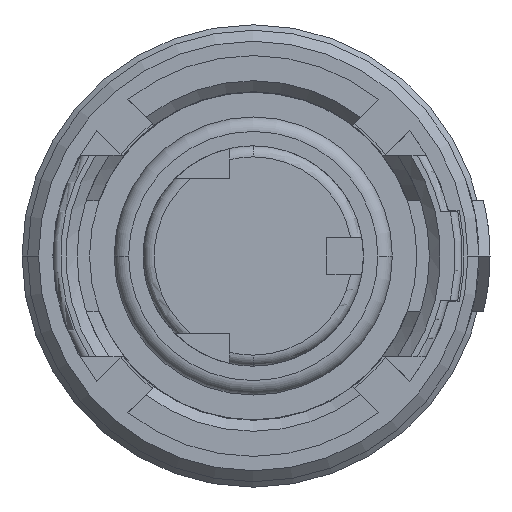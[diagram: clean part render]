
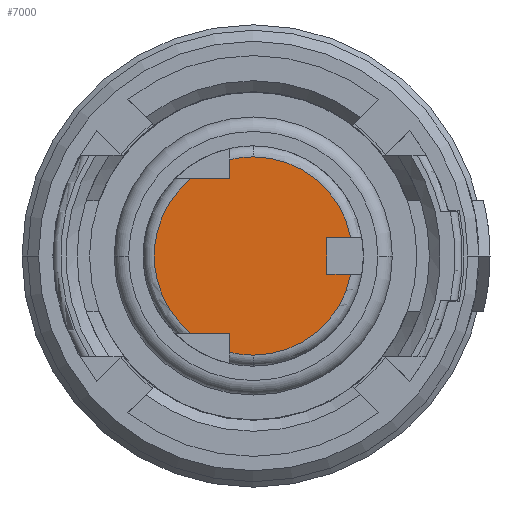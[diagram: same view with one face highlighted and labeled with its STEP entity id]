
A CAD part, left-side view. The second image highlights one B-rep face of the part: STEP entity #7000.
In plain terms, the highlighted planar face has unit normal (-1, 0, 0).
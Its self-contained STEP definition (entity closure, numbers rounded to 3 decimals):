
#6070=CARTESIAN_POINT('',(0.55,5.655,0.));
#6080=DIRECTION('',(-1.,0.,0.));
#6090=DIRECTION('',(0.,0.,1.));
#6100=AXIS2_PLACEMENT_3D('',#6070,#6080,#6090);
#6110=PLANE('',#6100);
#6120=CARTESIAN_POINT('',(0.55,0.65,0.));
#6130=DIRECTION('',(0.,0.,1.));
#6140=VECTOR('',#6130,1.);
#6150=LINE('',#6120,#6140);
#6160=CARTESIAN_POINT('',(0.55,0.65,-2.621));
#6170=VERTEX_POINT('',#6160);
#6180=CARTESIAN_POINT('',(0.55,0.65,-2.1));
#6190=VERTEX_POINT('',#6180);
#6200=EDGE_CURVE('',#6170,#6190,#6150,.T.);
#6210=ORIENTED_EDGE('',*,*,#6200,.F.);
#6220=CARTESIAN_POINT('',(0.55,0.,-2.1));
#6230=DIRECTION('',(0.,1.,0.));
#6240=VECTOR('',#6230,1.);
#6250=LINE('',#6220,#6240);
#6260=CARTESIAN_POINT('',(0.55,1.697,-2.1));
#6270=VERTEX_POINT('',#6260);
#6280=EDGE_CURVE('',#6190,#6270,#6250,.T.);
#6290=ORIENTED_EDGE('',*,*,#6280,.F.);
#6300=CARTESIAN_POINT('',(0.55,0.,0.));
#6310=DIRECTION('',(1.,0.,0.));
#6320=DIRECTION('',(0.,0.,1.));
#6330=AXIS2_PLACEMENT_3D('',#6300,#6310,#6320);
#6340=CIRCLE('',#6330,2.7);
#6350=CARTESIAN_POINT('',(0.55,1.697,2.1));
#6360=VERTEX_POINT('',#6350);
#6370=EDGE_CURVE('',#6270,#6360,#6340,.T.);
#6380=ORIENTED_EDGE('',*,*,#6370,.F.);
#6390=CARTESIAN_POINT('',(0.55,0.,2.1));
#6400=DIRECTION('',(0.,-1.,0.));
#6410=VECTOR('',#6400,1.);
#6420=LINE('',#6390,#6410);
#6430=CARTESIAN_POINT('',(0.55,0.65,2.1));
#6440=VERTEX_POINT('',#6430);
#6450=EDGE_CURVE('',#6360,#6440,#6420,.T.);
#6460=ORIENTED_EDGE('',*,*,#6450,.F.);
#6470=CARTESIAN_POINT('',(0.55,0.65,0.));
#6480=DIRECTION('',(0.,0.,1.));
#6490=VECTOR('',#6480,1.);
#6500=LINE('',#6470,#6490);
#6510=CARTESIAN_POINT('',(0.55,0.65,2.621));
#6520=VERTEX_POINT('',#6510);
#6530=EDGE_CURVE('',#6440,#6520,#6500,.T.);
#6540=ORIENTED_EDGE('',*,*,#6530,.F.);
#6550=CARTESIAN_POINT('',(0.55,0.,0.));
#6560=DIRECTION('',(1.,0.,0.));
#6570=DIRECTION('',(0.,0.,-1.));
#6580=AXIS2_PLACEMENT_3D('',#6550,#6560,#6570);
#6590=CIRCLE('',#6580,2.7);
#6600=CARTESIAN_POINT('',(0.55,0.,2.7));
#6610=VERTEX_POINT('',#6600);
#6620=EDGE_CURVE('',#6520,#6610,#6590,.T.);
#6630=ORIENTED_EDGE('',*,*,#6620,.F.);
#6640=CARTESIAN_POINT('',(0.55,-2.653,
0.5));
#6650=VERTEX_POINT('',#6640);
#6660=EDGE_CURVE('',#6610,#6650,#6590,.T.);
#6670=ORIENTED_EDGE('',*,*,#6660,.F.);
#6680=CARTESIAN_POINT('',(0.55,0.,0.5));
#6690=DIRECTION('',(0.,1.,0.));
#6700=VECTOR('',#6690,1.);
#6710=LINE('',#6680,#6700);
#6720=CARTESIAN_POINT('',(0.55,-2.,0.5));
#6730=VERTEX_POINT('',#6720);
#6740=EDGE_CURVE('',#6650,#6730,#6710,.T.);
#6750=ORIENTED_EDGE('',*,*,#6740,.F.);
#6760=CARTESIAN_POINT('',(0.55,-2.,0.));
#6770=DIRECTION('',(0.,0.,-1.));
#6780=VECTOR('',#6770,1.);
#6790=LINE('',#6760,#6780);
#6800=CARTESIAN_POINT('',(0.55,-2.,-0.5));
#6810=VERTEX_POINT('',#6800);
#6820=EDGE_CURVE('',#6730,#6810,#6790,.T.);
#6830=ORIENTED_EDGE('',*,*,#6820,.F.);
#6840=CARTESIAN_POINT('',(0.55,0.,-0.5));
#6850=DIRECTION('',(0.,-1.,0.));
#6860=VECTOR('',#6850,1.);
#6870=LINE('',#6840,#6860);
#6880=CARTESIAN_POINT('',(0.55,-2.653,
-0.5));
#6890=VERTEX_POINT('',#6880);
#6900=EDGE_CURVE('',#6810,#6890,#6870,.T.);
#6910=ORIENTED_EDGE('',*,*,#6900,.F.);
#6920=CARTESIAN_POINT('',(0.55,0.,-2.7));
#6930=VERTEX_POINT('',#6920);
#6940=EDGE_CURVE('',#6890,#6930,#6340,.T.);
#6950=ORIENTED_EDGE('',*,*,#6940,.F.);
#6960=EDGE_CURVE('',#6930,#6170,#6340,.T.);
#6970=ORIENTED_EDGE('',*,*,#6960,.F.);
#6980=EDGE_LOOP('',(#6970,#6950,#6910,#6830,#6750,#6670,#6630,#6540,
#6460,#6380,#6290,#6210));
#6990=FACE_OUTER_BOUND('',#6980,.T.);
#7000=ADVANCED_FACE('',(#6990),#6110,.T.);
